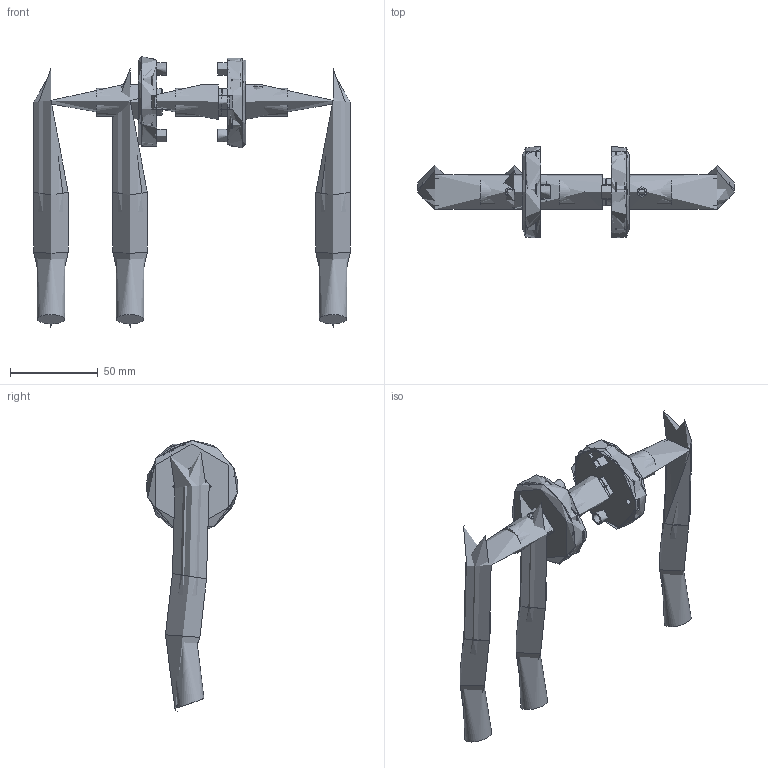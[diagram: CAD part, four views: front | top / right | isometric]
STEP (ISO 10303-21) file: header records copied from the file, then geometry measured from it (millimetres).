
FILE_DESCRIPTION (( 'STEP AP203' ), '1' );
FILE_NAME ('414-VA.step', '2019-11-26T14:04:02', ( '' ), ( '' ), 'SwSTEP 2.0', 'SolidWorks 2015', '' );
FILE_SCHEMA (( 'CONFIG_CONTROL_DESIGN' ));
Length unit declared in the file: millimetre
Products named in the file (17): 414-VA; 4XX-VA Teil2; 4XX-VA Teil1; 4XX-VA Teil3; DIN914_DIN 914 M6x6; DIN914; 4XX-VA Teil1_414-VA Teil1; 4XX-VA Teil2_4XX-VA Teil2; 4XX-VA Teil3_4XX-VA Teil3; 4XX-VA Teil4; 4XX-VA Teil1_414-VA Teil5; 4XX-VA Teil4_4XX-VA Teil4
Assembly tree (12 placements, depth 2):
  414-VA
    4XX-VA Teil1
    DIN914
    DIN914
  414-VA
    4XX-VA Teil4_4XX-VA Teil4
    4XX-VA Teil3_4XX-VA Teil3  x2
    4XX-VA Teil2_4XX-VA Teil2  x2
    4XX-VA Teil1_414-VA Teil1
    DIN914_DIN 914 M6x6  x2
    4XX-VA Teil1_414-VA Teil5
  4XX-VA Teil2
  4XX-VA Teil1
  4XX-VA Teil3
Bounding box: 180 x 51.98 x 154.1 mm (x, y, z)
Volume: 114751.2 mm3; surface area: 105037.7 mm2
Topology: 13 solids, 13 shells, 879 faces, 2297 edges, 1525 vertices
Faces by surface type: plane 539, bspline 153, cylinder 118, cone 34, torus 31, sphere 4
Full cylindrical faces by diameter (mm): 3.7 x6, 5 x6, 5.5 x4, 6 x2, 6.1 x6, 7.1 x4, 7.3 x4, 8 x4, 15.2 x2, 15.4 x2, 15.7 x6, 16.2 x2, 19.6 x3, 21.4 x2, 22.6 x2, 50 x2, 52 x2
Entity records: 41624 total; most frequent: CARTESIAN_POINT 22365, ORIENTED_EDGE 3818, DIRECTION 3002, EDGE_CURVE 1909, LINE 1338, VECTOR 1338, VERTEX_POINT 1307, EDGE_LOOP 958
